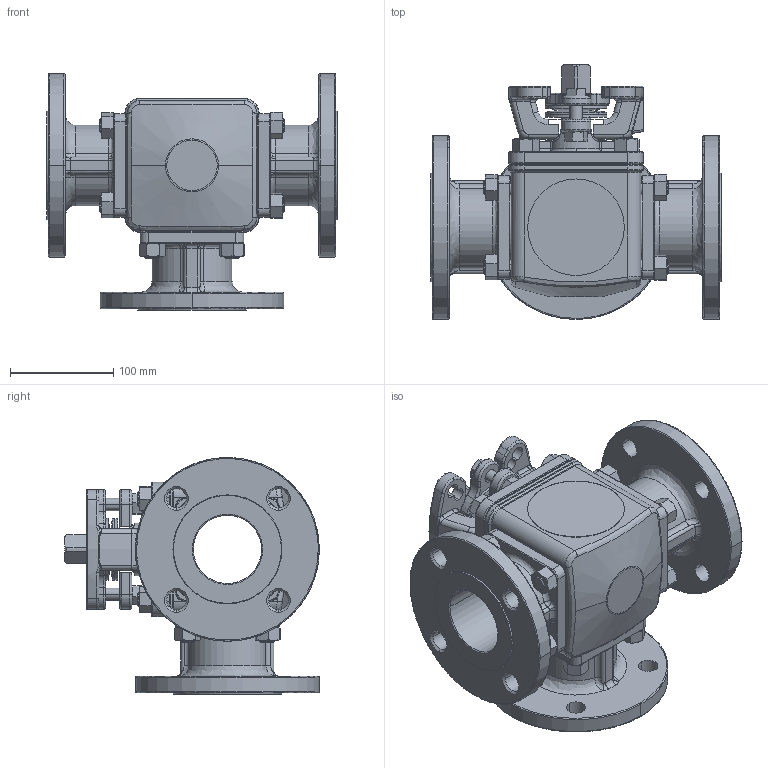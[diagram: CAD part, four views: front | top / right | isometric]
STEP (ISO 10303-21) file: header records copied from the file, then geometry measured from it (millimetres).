
FILE_DESCRIPTION (( 'STEP AP214' ), '1' );
FILE_NAME ('31-F1-0250-XXX BARE STEM.step', '2019-08-21T18:08:53', ( '' ), ( '' ), 'SwSTEP 2.0', 'SolidWorks 2019', '' );
FILE_SCHEMA (( 'AUTOMOTIVE_DESIGN' ));
Length unit declared in the file: inch
Products named in the file (2): 31-F1-0250-XXX BARE STEM
Bounding box: 281 x 246.4 x 229.36 mm (x, y, z)
Surface area: 459760.9 mm2 (no closed solid volume)
Topology: 0 solids, 48 shells, 1150 faces, 2943 edges, 1796 vertices
Faces by surface type: cylinder 354, bspline 299, plane 255, cone 242
Entity records: 63645 total; most frequent: CARTESIAN_POINT 23089, ORIENTED_EDGE 5267, DIRECTION 5182, EDGE_CURVE 2921, AXIS2_PLACEMENT_3D 2165, VERTEX_POINT 1796, CIRCLE 1312, EDGE_LOOP 1258
